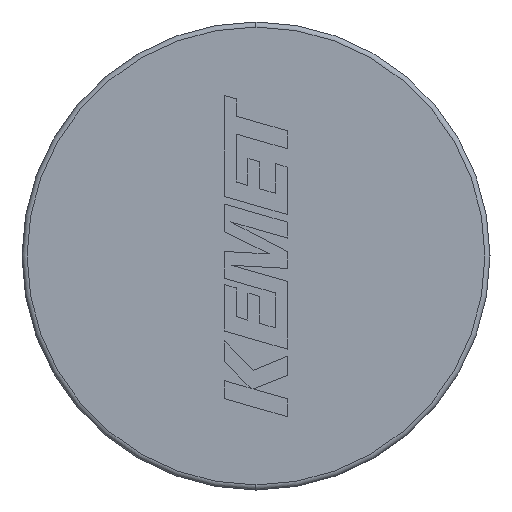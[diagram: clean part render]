
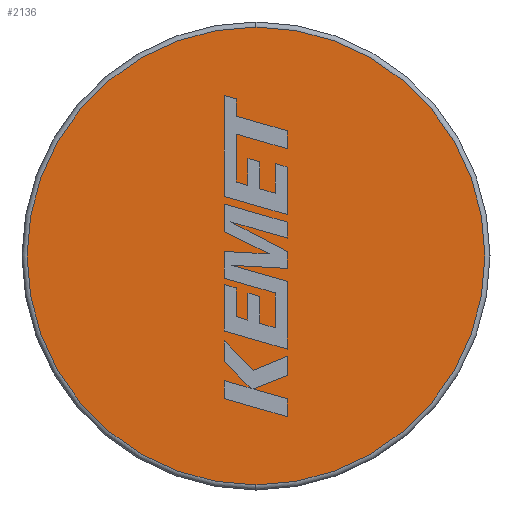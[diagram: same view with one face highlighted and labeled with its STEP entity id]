
A CAD part, left-side view. The second image highlights one B-rep face of the part: STEP entity #2136.
In plain terms, the highlighted planar face has unit normal (-1, 0, 0).
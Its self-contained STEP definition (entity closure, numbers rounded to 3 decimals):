
#235 = DIRECTION ( 'NONE',  ( 0., 0., -1. ) ) ;
#470 = DIRECTION ( 'NONE',  ( -1., 0., 0. ) ) ;
#743 = DIRECTION ( 'NONE',  ( -1., 0., 0. ) ) ;
#757 = CARTESIAN_POINT ( 'NONE',  ( 0., 0., 0. ) ) ;
#846 = ORIENTED_EDGE ( 'NONE', *, *, #2071, .T. ) ;
#851 = CARTESIAN_POINT ( 'NONE',  ( 0., 0., -9.05 ) ) ;
#913 = VERTEX_POINT ( 'NONE', #3264 ) ;
#966 = DIRECTION ( 'NONE',  ( 0., 0., -1. ) ) ;
#990 = VERTEX_POINT ( 'NONE', #851 ) ;
#1017 = FACE_OUTER_BOUND ( 'NONE', #3400, .T. ) ;
#1189 = EDGE_CURVE ( 'NONE', #913, #990, #2585, .T. ) ;
#1724 = AXIS2_PLACEMENT_3D ( 'NONE', #3076, #743, #966 ) ;
#2002 = AXIS2_PLACEMENT_3D ( 'NONE', #757, #2565, #235 ) ;
#2071 = EDGE_CURVE ( 'NONE', #990, #913, #2794, .T. ) ;
#2136 = ADVANCED_FACE ( 'NONE', ( #1017 ), #2598, .F. ) ;
#2304 = DIRECTION ( 'NONE',  ( 0., 0., -1. ) ) ;
#2556 = AXIS2_PLACEMENT_3D ( 'NONE', #3088, #470, #2304 ) ;
#2565 = DIRECTION ( 'NONE',  ( 1., 0., 0. ) ) ;
#2585 = CIRCLE ( 'NONE', #1724, 9.05 ) ;
#2598 = PLANE ( 'NONE',  #2002 ) ;
#2794 = CIRCLE ( 'NONE', #2556, 9.05 ) ;
#3076 = CARTESIAN_POINT ( 'NONE',  ( 0., 0., 0. ) ) ;
#3088 = CARTESIAN_POINT ( 'NONE',  ( 0., 0., 0. ) ) ;
#3264 = CARTESIAN_POINT ( 'NONE',  ( 0., 0., 9.05 ) ) ;
#3332 = ORIENTED_EDGE ( 'NONE', *, *, #1189, .T. ) ;
#3400 = EDGE_LOOP ( 'NONE', ( #846, #3332 ) ) ;
